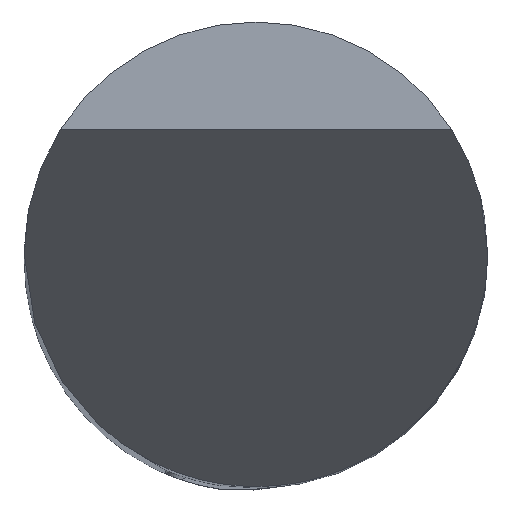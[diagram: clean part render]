
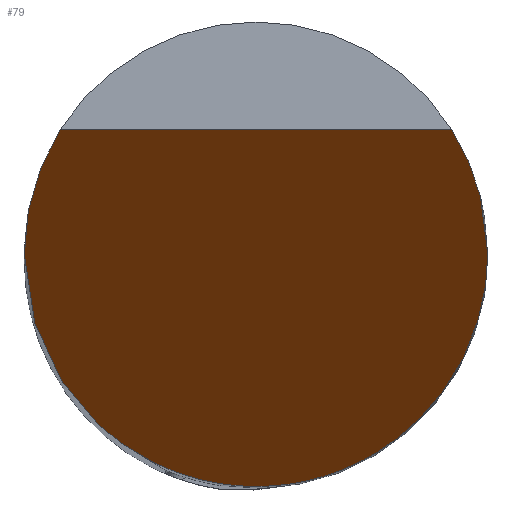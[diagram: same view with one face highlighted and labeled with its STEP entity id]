
A CAD part, top view. The second image highlights one B-rep face of the part: STEP entity #79.
In plain terms, the highlighted planar face has unit normal (0, -0.866, 0.5).
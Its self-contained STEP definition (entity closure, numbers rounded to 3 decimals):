
#79=ADVANCED_FACE('',(#119),#103,.T.);
#103=PLANE('',#524);
#119=FACE_OUTER_BOUND('',#145,.T.);
#145=EDGE_LOOP('',(#190,#191,#192,#193));
#190=ORIENTED_EDGE('',*,*,#347,.T.);
#191=ORIENTED_EDGE('',*,*,#348,.T.);
#192=ORIENTED_EDGE('',*,*,#349,.T.);
#193=ORIENTED_EDGE('',*,*,#350,.T.);
#300=VERTEX_POINT('',#718);
#301=VERTEX_POINT('',#719);
#302=VERTEX_POINT('',#726);
#303=VERTEX_POINT('',#731);
#347=EDGE_CURVE('',#300,#301,#406,.T.);
#348=EDGE_CURVE('',#301,#302,#468,.T.);
#349=EDGE_CURVE('',#302,#303,#469,.T.);
#350=EDGE_CURVE('',#303,#300,#470,.T.);
#406=LINE('',#720,#435);
#435=VECTOR('',#580,1.);
#468=(
BOUNDED_CURVE()
B_SPLINE_CURVE(3,(#722,#723,#724,#725),.UNSPECIFIED.,.F.,.F.)
B_SPLINE_CURVE_WITH_KNOTS((4,4),(0.,1.),.UNSPECIFIED.)
CURVE()
GEOMETRIC_REPRESENTATION_ITEM()
RATIONAL_B_SPLINE_CURVE((1.,0.973,0.973,1.))
REPRESENTATION_ITEM('')
);
#469=(
BOUNDED_CURVE()
B_SPLINE_CURVE(3,(#727,#728,#729,#730),.UNSPECIFIED.,.F.,.F.)
B_SPLINE_CURVE_WITH_KNOTS((4,4),(0.,1.),.UNSPECIFIED.)
CURVE()
GEOMETRIC_REPRESENTATION_ITEM()
RATIONAL_B_SPLINE_CURVE((1.,0.333,0.333,1.))
REPRESENTATION_ITEM('')
);
#470=(
BOUNDED_CURVE()
B_SPLINE_CURVE(3,(#732,#733,#734,#735),.UNSPECIFIED.,.F.,.F.)
B_SPLINE_CURVE_WITH_KNOTS((4,4),(0.,1.),.UNSPECIFIED.)
CURVE()
GEOMETRIC_REPRESENTATION_ITEM()
RATIONAL_B_SPLINE_CURVE((1.,0.973,0.973,1.))
REPRESENTATION_ITEM('')
);
#524=AXIS2_PLACEMENT_3D('',#736,#583,#584);
#580=DIRECTION('',(-1.,0.,0.));
#583=DIRECTION('',(0.,-0.866,0.5));
#584=DIRECTION('',(0.,0.5,0.866));
#718=CARTESIAN_POINT('',(2.955,1.876,3.25));
#719=CARTESIAN_POINT('',(-2.955,1.876,3.25));
#720=CARTESIAN_POINT('',(-90.271,1.876,3.25));
#722=CARTESIAN_POINT('',(-2.955,1.876,3.25));
#723=CARTESIAN_POINT('',(-3.313,1.312,2.272));
#724=CARTESIAN_POINT('',(-3.5,0.669,1.159));
#725=CARTESIAN_POINT('',(-3.5,0.,0.));
#726=CARTESIAN_POINT('',(-3.5,0.,0.));
#727=CARTESIAN_POINT('',(-3.5,0.,0.));
#728=CARTESIAN_POINT('',(-3.5,-7.,-12.124));
#729=CARTESIAN_POINT('',(3.5,-7.,-12.124));
#730=CARTESIAN_POINT('',(3.5,0.,0.));
#731=CARTESIAN_POINT('',(3.5,0.,0.));
#732=CARTESIAN_POINT('',(3.5,0.,0.));
#733=CARTESIAN_POINT('',(3.5,0.669,1.159));
#734=CARTESIAN_POINT('',(3.313,1.312,2.272));
#735=CARTESIAN_POINT('',(2.955,1.876,3.25));
#736=CARTESIAN_POINT('',(-90.271,4.054,7.021));
